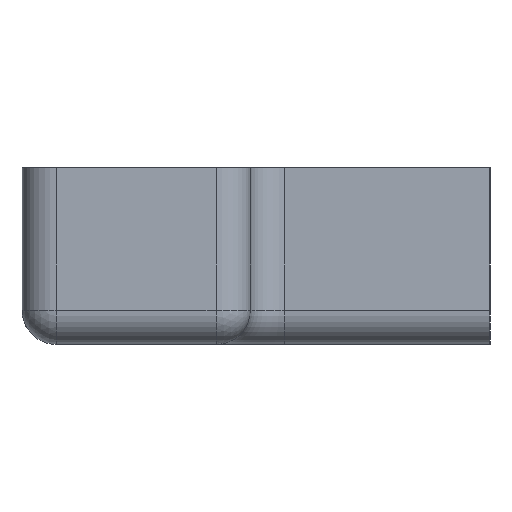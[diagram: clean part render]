
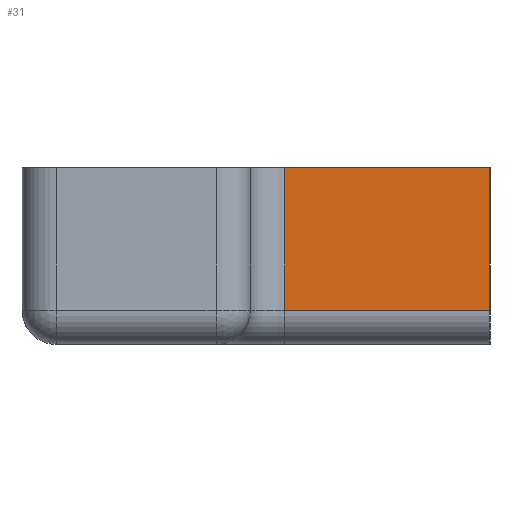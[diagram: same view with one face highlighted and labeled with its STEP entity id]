
A CAD part, left-side view. The second image highlights one B-rep face of the part: STEP entity #31.
In plain terms, the highlighted planar face has unit normal (-1, 0, 0).
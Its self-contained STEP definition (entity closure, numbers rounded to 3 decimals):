
#8 = DIRECTION ( 'NONE',  ( 0., 1., 0. ) ) ;
#31 = ADVANCED_FACE ( 'NONE', ( #1698 ), #2060, .F. ) ;
#146 = CARTESIAN_POINT ( 'NONE',  ( -19.017, -21., 1.84 ) ) ;
#231 = VECTOR ( 'NONE', #1157, 1000. ) ;
#362 = VECTOR ( 'NONE', #1849, 1000. ) ;
#374 = CARTESIAN_POINT ( 'NONE',  ( -19.017, -21., -10.66 ) ) ;
#414 = DIRECTION ( 'NONE',  ( 0., 0., -1. ) ) ;
#415 = VECTOR ( 'NONE', #414, 1000. ) ;
#437 = LINE ( 'NONE', #978, #2086 ) ;
#590 = ORIENTED_EDGE ( 'NONE', *, *, #1353, .T. ) ;
#610 = VERTEX_POINT ( 'NONE', #983 ) ;
#621 = EDGE_CURVE ( 'NONE', #1066, #1427, #437, .T. ) ;
#630 = DIRECTION ( 'NONE',  ( 0., 0., -1. ) ) ;
#724 = CARTESIAN_POINT ( 'NONE',  ( -19.017, -21., 1.84 ) ) ;
#824 = LINE ( 'NONE', #724, #415 ) ;
#831 = ORIENTED_EDGE ( 'NONE', *, *, #1739, .T. ) ;
#935 = ORIENTED_EDGE ( 'NONE', *, *, #621, .T. ) ;
#978 = CARTESIAN_POINT ( 'NONE',  ( -19.017, -21., 1.84 ) ) ;
#983 = CARTESIAN_POINT ( 'NONE',  ( -19.017, -3., -10.66 ) ) ;
#1066 = VERTEX_POINT ( 'NONE', #146 ) ;
#1157 = DIRECTION ( 'NONE',  ( 0., 0., -1. ) ) ;
#1265 = VERTEX_POINT ( 'NONE', #374 ) ;
#1329 = EDGE_CURVE ( 'NONE', #1066, #1265, #824, .T. ) ;
#1353 = EDGE_CURVE ( 'NONE', #610, #1265, #1644, .T. ) ;
#1362 = CARTESIAN_POINT ( 'NONE',  ( -19.017, -21., -10.66 ) ) ;
#1371 = CARTESIAN_POINT ( 'NONE',  ( -19.017, -3., 1.84 ) ) ;
#1407 = ORIENTED_EDGE ( 'NONE', *, *, #1329, .F. ) ;
#1414 = LINE ( 'NONE', #1454, #231 ) ;
#1427 = VERTEX_POINT ( 'NONE', #1371 ) ;
#1454 = CARTESIAN_POINT ( 'NONE',  ( -19.017, -3., -13.66 ) ) ;
#1537 = AXIS2_PLACEMENT_3D ( 'NONE', #1759, #1753, #630 ) ;
#1599 = EDGE_LOOP ( 'NONE', ( #935, #831, #590, #1407 ) ) ;
#1644 = LINE ( 'NONE', #1362, #362 ) ;
#1698 = FACE_OUTER_BOUND ( 'NONE', #1599, .T. ) ;
#1739 = EDGE_CURVE ( 'NONE', #1427, #610, #1414, .T. ) ;
#1753 = DIRECTION ( 'NONE',  ( 1., 0., 0. ) ) ;
#1759 = CARTESIAN_POINT ( 'NONE',  ( -19.017, -21., 1.84 ) ) ;
#1849 = DIRECTION ( 'NONE',  ( 0., -1., 0. ) ) ;
#2060 = PLANE ( 'NONE',  #1537 ) ;
#2086 = VECTOR ( 'NONE', #8, 1000. ) ;
